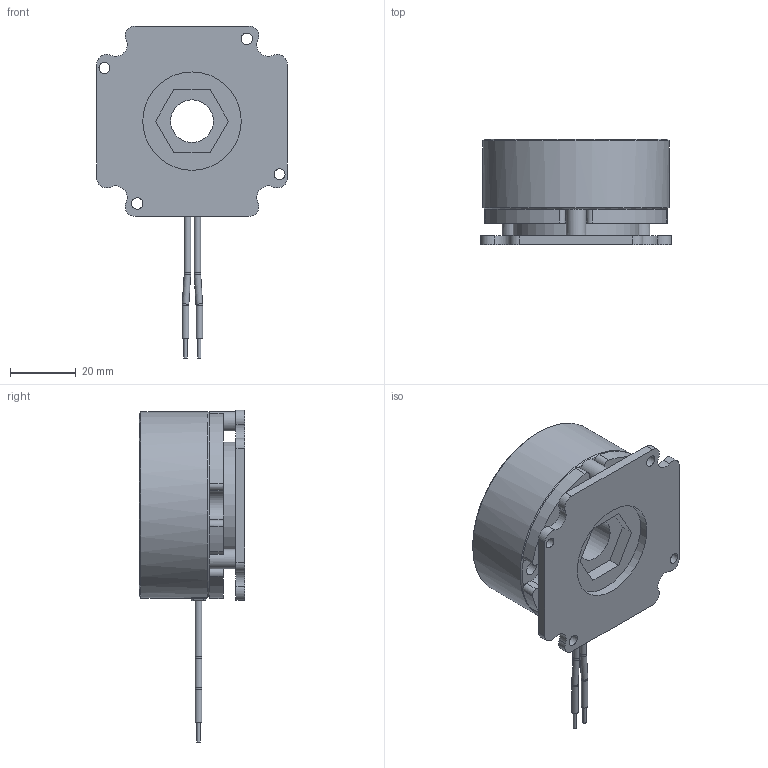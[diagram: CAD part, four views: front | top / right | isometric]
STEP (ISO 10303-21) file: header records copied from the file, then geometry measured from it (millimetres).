
FILE_DESCRIPTION(('FreeCAD Model'),'2;1');
FILE_NAME('BRK26.step','2014-11-05T11:00:58',('FreeCAD' ),('FreeCAD'),'Open CASCADE STEP processor 6.6','FreeCAD','Unknown' );
FILE_SCHEMA(('AUTOMOTIVE_DESIGN_CC2 { 1 2 10303 214 -1 1 5 4 }'));
Length unit declared in the file: millimetre
Products named in the file (6): Assem1; LEAD004; LEAD; LEAD001; LEAD003; LEAD002
Bounding box: 58 x 32.14 x 101.18 mm (x, y, z)
Volume: 69414 mm3; surface area: 18979.5 mm2
Topology: 6 solids, 6 shells, 142 faces, 347 edges, 218 vertices
Faces by surface type: cylinder 67, plane 63, sphere 4, torus 4, cone 2, bspline 2
Full cylindrical faces by diameter (mm): 1 x2, 2 x6, 2.5 x3, 3.3 x2, 3.5 x2, 4.2 x2, 6 x3, 13 x1, 25 x1, 30 x1, 38.35 x1, 56.9 x1
Entity records: 9958 total; most frequent: CARTESIAN_POINT 2478, DIRECTION 1079, ORIENTED_EDGE 686, PCURVE 686, DEFINITIONAL_REPRESENTATION 686, LINE 364, VECTOR 364, B_SPLINE_CURVE_WITH_KNOTS 346
